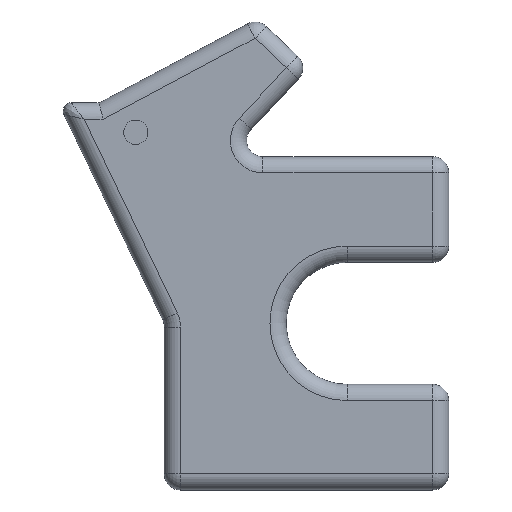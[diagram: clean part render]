
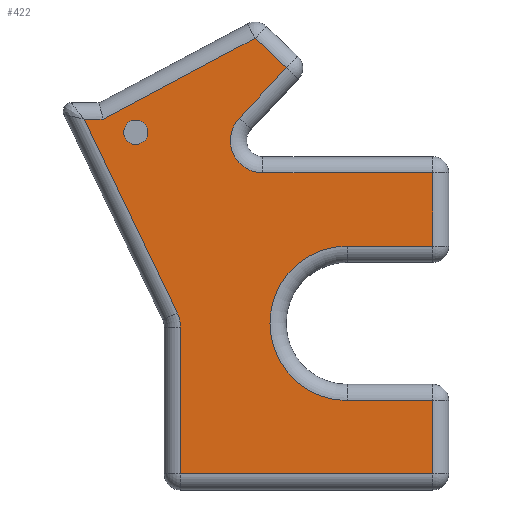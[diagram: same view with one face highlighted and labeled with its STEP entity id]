
A CAD part, left-side view. The second image highlights one B-rep face of the part: STEP entity #422.
In plain terms, the highlighted planar face has unit normal (-1, 0, 0).
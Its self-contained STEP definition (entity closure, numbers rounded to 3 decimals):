
#1 = EDGE_CURVE ( 'NONE', #62, #912, #1278, .T. ) ;
#9 = CARTESIAN_POINT ( 'NONE',  ( 0., -215., 10. ) ) ;
#14 = CARTESIAN_POINT ( 'NONE',  ( 0., 98.939, -72.242 ) ) ;
#15 = LINE ( 'NONE', #1216, #1328 ) ;
#59 = ORIENTED_EDGE ( 'NONE', *, *, #225, .T. ) ;
#62 = VERTEX_POINT ( 'NONE', #116 ) ;
#77 = EDGE_CURVE ( 'NONE', #315, #1884, #984, .T. ) ;
#88 = ORIENTED_EDGE ( 'NONE', *, *, #1, .T. ) ;
#113 = EDGE_CURVE ( 'NONE', #664, #640, #1419, .T. ) ;
#116 = CARTESIAN_POINT ( 'NONE',  ( 0., -110., 10. ) ) ;
#149 = VECTOR ( 'NONE', #399, 1000. ) ;
#170 = VECTOR ( 'NONE', #521, 1000. ) ;
#173 = CARTESIAN_POINT ( 'NONE',  ( 0., -110., -180. ) ) ;
#175 = CARTESIAN_POINT ( 'NONE',  ( 0., -215., 0. ) ) ;
#192 = EDGE_CURVE ( 'NONE', #783, #1214, #1806, .T. ) ;
#195 = EDGE_CURVE ( 'NONE', #1529, #783, #15, .T. ) ;
#225 = EDGE_CURVE ( 'NONE', #1884, #1529, #1382, .T. ) ;
#227 = DIRECTION ( 'NONE',  ( 0., 0., -1. ) ) ;
#260 = ORIENTED_EDGE ( 'NONE', *, *, #956, .F. ) ;
#276 = DIRECTION ( 'NONE',  ( 1., 0., 0. ) ) ;
#278 = ORIENTED_EDGE ( 'NONE', *, *, #672, .T. ) ;
#298 = VECTOR ( 'NONE', #1974, 1000. ) ;
#309 = DIRECTION ( 'NONE',  ( 0., 0., -1. ) ) ;
#315 = VERTEX_POINT ( 'NONE', #1555 ) ;
#347 = FACE_BOUND ( 'NONE', #1809, .T. ) ;
#349 = VECTOR ( 'NONE', #1142, 1000. ) ;
#358 = DIRECTION ( 'NONE',  ( 0., 0., 1. ) ) ;
#379 = VERTEX_POINT ( 'NONE', #1941 ) ;
#399 = DIRECTION ( 'NONE',  ( 0., 1., 0. ) ) ;
#400 = EDGE_CURVE ( 'NONE', #2078, #792, #1947, .T. ) ;
#422 = ADVANCED_FACE ( 'NONE', ( #347, #566 ), #1254, .F. ) ;
#434 = VECTOR ( 'NONE', #2092, 1000. ) ;
#442 = CARTESIAN_POINT ( 'NONE',  ( 0., -6.33, 100. ) ) ;
#471 = VECTOR ( 'NONE', #358, 1000. ) ;
#475 = CARTESIAN_POINT ( 'NONE',  ( 0., 95., -270. ) ) ;
#492 = EDGE_CURVE ( 'NONE', #640, #664, #1830, .T. ) ;
#521 = DIRECTION ( 'NONE',  ( 0., 0., -1. ) ) ;
#551 = CARTESIAN_POINT ( 'NONE',  ( 0., 40., 100. ) ) ;
#556 = CARTESIAN_POINT ( 'NONE',  ( 0., -110., -180. ) ) ;
#566 = FACE_OUTER_BOUND ( 'NONE', #1295, .T. ) ;
#572 = LINE ( 'NONE', #730, #298 ) ;
#580 = LINE ( 'NONE', #175, #471 ) ;
#602 = CARTESIAN_POINT ( 'NONE',  ( 0., -110., -85. ) ) ;
#640 = VERTEX_POINT ( 'NONE', #947 ) ;
#664 = VERTEX_POINT ( 'NONE', #1137 ) ;
#672 = EDGE_CURVE ( 'NONE', #792, #62, #1012, .T. ) ;
#714 = ORIENTED_EDGE ( 'NONE', *, *, #195, .T. ) ;
#730 = CARTESIAN_POINT ( 'NONE',  ( 0., -215., 0. ) ) ;
#734 = VERTEX_POINT ( 'NONE', #1883 ) ;
#742 = ORIENTED_EDGE ( 'NONE', *, *, #400, .T. ) ;
#779 = AXIS2_PLACEMENT_3D ( 'NONE', #1614, #899, #1958 ) ;
#783 = VERTEX_POINT ( 'NONE', #1911 ) ;
#792 = VERTEX_POINT ( 'NONE', #173 ) ;
#794 = CARTESIAN_POINT ( 'NONE',  ( 0., 0., -270. ) ) ;
#802 = DIRECTION ( 'NONE',  ( 0., 0., -1. ) ) ;
#887 = EDGE_CURVE ( 'NONE', #1506, #1812, #1371, .T. ) ;
#892 = CARTESIAN_POINT ( 'NONE',  ( 0., 190.181, 166.186 ) ) ;
#899 = DIRECTION ( 'NONE',  ( 1., 0., 0. ) ) ;
#912 = VERTEX_POINT ( 'NONE', #9 ) ;
#947 = CARTESIAN_POINT ( 'NONE',  ( 0., 150., 165.031 ) ) ;
#956 = EDGE_CURVE ( 'NONE', #1380, #1214, #1102, .T. ) ;
#972 = LINE ( 'NONE', #2056, #170 ) ;
#984 = LINE ( 'NONE', #992, #1681 ) ;
#989 = DIRECTION ( 'NONE',  ( 0., -1., 0. ) ) ;
#992 = CARTESIAN_POINT ( 'NONE',  ( 0., -131.028, 139.034 ) ) ;
#997 = AXIS2_PLACEMENT_3D ( 'NONE', #2192, #1825, #1335 ) ;
#1012 = CIRCLE ( 'NONE', #2149, 95. ) ;
#1023 = ORIENTED_EDGE ( 'NONE', *, *, #192, .T. ) ;
#1045 = AXIS2_PLACEMENT_3D ( 'NONE', #1350, #1687, #309 ) ;
#1048 = ORIENTED_EDGE ( 'NONE', *, *, #2121, .T. ) ;
#1087 = VECTOR ( 'NONE', #989, 1000. ) ;
#1102 = CIRCLE ( 'NONE', #1140, 40. ) ;
#1137 = CARTESIAN_POINT ( 'NONE',  ( 0., 150., 134.969 ) ) ;
#1140 = AXIS2_PLACEMENT_3D ( 'NONE', #1697, #1192, #802 ) ;
#1142 = DIRECTION ( 'NONE',  ( 0., -1., 0. ) ) ;
#1143 = CARTESIAN_POINT ( 'NONE',  ( 0., 3.275, 265.605 ) ) ;
#1157 = ORIENTED_EDGE ( 'NONE', *, *, #1455, .T. ) ;
#1173 = CARTESIAN_POINT ( 'NONE',  ( 0., 108.595, -52.126 ) ) ;
#1192 = DIRECTION ( 'NONE',  ( -1., 0., 0. ) ) ;
#1193 = CARTESIAN_POINT ( 'NONE',  ( 0., 95., -89.551 ) ) ;
#1214 = VERTEX_POINT ( 'NONE', #14 ) ;
#1216 = CARTESIAN_POINT ( 'NONE',  ( 0., 245.169, 166.186 ) ) ;
#1254 = PLANE ( 'NONE',  #779 ) ;
#1269 = VECTOR ( 'NONE', #2107, 1000. ) ;
#1278 = LINE ( 'NONE', #2175, #349 ) ;
#1295 = EDGE_LOOP ( 'NONE', ( #2048, #1048, #1756, #2114, #59, #714, #1023, #260, #1763, #1778, #1660, #742, #278, #88, #1157 ) ) ;
#1303 = CIRCLE ( 'NONE', #997, 40. ) ;
#1328 = VECTOR ( 'NONE', #2259, 1000. ) ;
#1335 = DIRECTION ( 'NONE',  ( 0., 0., -1. ) ) ;
#1350 = CARTESIAN_POINT ( 'NONE',  ( 0., 150., 150. ) ) ;
#1352 = VECTOR ( 'NONE', #1539, 1000. ) ;
#1362 = CARTESIAN_POINT ( 'NONE',  ( 0., 95.634, 90.128 ) ) ;
#1371 = LINE ( 'NONE', #551, #1269 ) ;
#1380 = VERTEX_POINT ( 'NONE', #1193 ) ;
#1382 = LINE ( 'NONE', #2248, #434 ) ;
#1386 = AXIS2_PLACEMENT_3D ( 'NONE', #1481, #1816, #227 ) ;
#1419 = CIRCLE ( 'NONE', #1045, 15.031 ) ;
#1448 = EDGE_CURVE ( 'NONE', #1380, #2000, #972, .T. ) ;
#1455 = EDGE_CURVE ( 'NONE', #912, #1506, #580, .T. ) ;
#1481 = CARTESIAN_POINT ( 'NONE',  ( 0., 150., 150. ) ) ;
#1506 = VERTEX_POINT ( 'NONE', #2075 ) ;
#1529 = VERTEX_POINT ( 'NONE', #892 ) ;
#1533 = EDGE_CURVE ( 'NONE', #734, #315, #1957, .T. ) ;
#1539 = DIRECTION ( 'NONE',  ( 0., -0.433, -0.902 ) ) ;
#1555 = CARTESIAN_POINT ( 'NONE',  ( 0., -35.394, 229.162 ) ) ;
#1614 = CARTESIAN_POINT ( 'NONE',  ( 0., 0., 0. ) ) ;
#1656 = ORIENTED_EDGE ( 'NONE', *, *, #492, .T. ) ;
#1660 = ORIENTED_EDGE ( 'NONE', *, *, #1693, .T. ) ;
#1674 = CARTESIAN_POINT ( 'NONE',  ( 0., -215., -180. ) ) ;
#1681 = VECTOR ( 'NONE', #2036, 1000. ) ;
#1686 = VECTOR ( 'NONE', #2090, 1000. ) ;
#1687 = DIRECTION ( 'NONE',  ( 1., 0., 0. ) ) ;
#1693 = EDGE_CURVE ( 'NONE', #379, #2078, #572, .T. ) ;
#1697 = CARTESIAN_POINT ( 'NONE',  ( 0., 135., -89.551 ) ) ;
#1756 = ORIENTED_EDGE ( 'NONE', *, *, #1533, .T. ) ;
#1763 = ORIENTED_EDGE ( 'NONE', *, *, #1448, .T. ) ;
#1778 = ORIENTED_EDGE ( 'NONE', *, *, #1986, .T. ) ;
#1806 = LINE ( 'NONE', #1173, #1352 ) ;
#1809 = EDGE_LOOP ( 'NONE', ( #1865, #1656 ) ) ;
#1812 = VERTEX_POINT ( 'NONE', #442 ) ;
#1816 = DIRECTION ( 'NONE',  ( 1., 0., 0. ) ) ;
#1825 = DIRECTION ( 'NONE',  ( 1., 0., 0. ) ) ;
#1830 = CIRCLE ( 'NONE', #1386, 15.031 ) ;
#1836 = LINE ( 'NONE', #794, #1087 ) ;
#1865 = ORIENTED_EDGE ( 'NONE', *, *, #113, .T. ) ;
#1883 = CARTESIAN_POINT ( 'NONE',  ( 0., 22.78, 167.434 ) ) ;
#1884 = VERTEX_POINT ( 'NONE', #1143 ) ;
#1911 = CARTESIAN_POINT ( 'NONE',  ( 0., 213.385, 166.186 ) ) ;
#1941 = CARTESIAN_POINT ( 'NONE',  ( 0., -215., -270. ) ) ;
#1947 = LINE ( 'NONE', #556, #149 ) ;
#1957 = LINE ( 'NONE', #1362, #1686 ) ;
#1958 = DIRECTION ( 'NONE',  ( 0., 0., -1. ) ) ;
#1974 = DIRECTION ( 'NONE',  ( 0., 0., 1. ) ) ;
#1986 = EDGE_CURVE ( 'NONE', #2000, #379, #1836, .T. ) ;
#2000 = VERTEX_POINT ( 'NONE', #475 ) ;
#2009 = DIRECTION ( 'NONE',  ( 0., 0., -1. ) ) ;
#2036 = DIRECTION ( 'NONE',  ( 0., 0.728, 0.686 ) ) ;
#2048 = ORIENTED_EDGE ( 'NONE', *, *, #887, .T. ) ;
#2056 = CARTESIAN_POINT ( 'NONE',  ( 0., 95., 0. ) ) ;
#2075 = CARTESIAN_POINT ( 'NONE',  ( 0., -215., 100. ) ) ;
#2078 = VERTEX_POINT ( 'NONE', #1674 ) ;
#2090 = DIRECTION ( 'NONE',  ( 0., -0.686, 0.728 ) ) ;
#2092 = DIRECTION ( 'NONE',  ( 0., 0.883, -0.47 ) ) ;
#2107 = DIRECTION ( 'NONE',  ( 0., 1., 0. ) ) ;
#2114 = ORIENTED_EDGE ( 'NONE', *, *, #77, .T. ) ;
#2121 = EDGE_CURVE ( 'NONE', #1812, #734, #1303, .T. ) ;
#2149 = AXIS2_PLACEMENT_3D ( 'NONE', #602, #276, #2009 ) ;
#2175 = CARTESIAN_POINT ( 'NONE',  ( 0., 0., 10. ) ) ;
#2192 = CARTESIAN_POINT ( 'NONE',  ( 0., -6.33, 140. ) ) ;
#2248 = CARTESIAN_POINT ( 'NONE',  ( 0., 110.844, 208.387 ) ) ;
#2259 = DIRECTION ( 'NONE',  ( 0., 1., 0. ) ) ;
